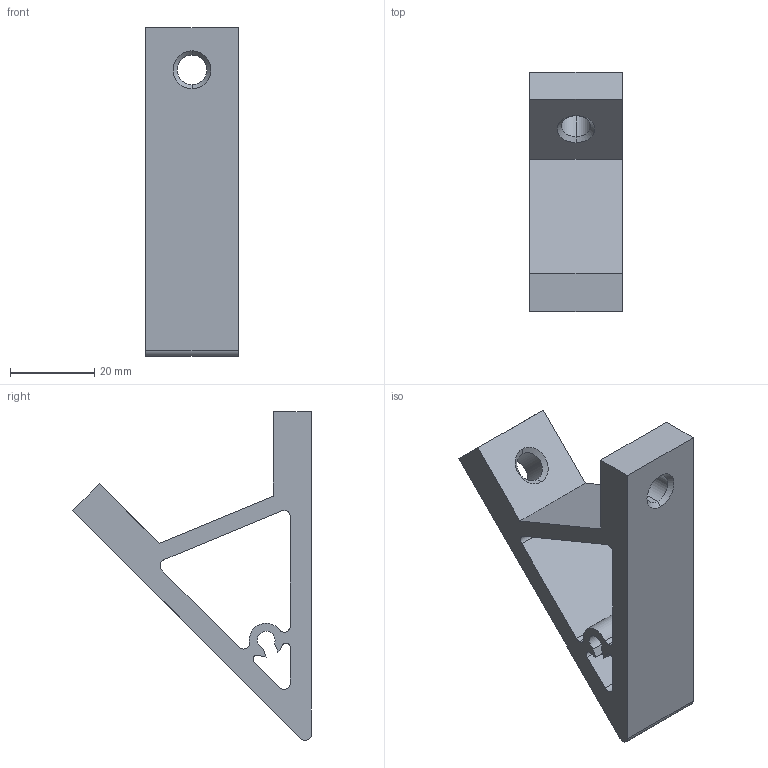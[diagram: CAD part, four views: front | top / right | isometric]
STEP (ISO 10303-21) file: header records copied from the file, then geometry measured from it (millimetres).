
FILE_DESCRIPTION (( 'STEP AP214' ), '1' );
FILE_NAME ('SNSD.30.51.65. Óãëîâîé ñîåäèíèòåëü 45° 80õ80õ22, ïàç 8(B04).STEP', '2014-12-09T08:26:29', ( 'XTreme.ws' ), ( 'XTreme.ws' ), 'SwSTEP 2.0', 'SolidWorks 2014', '' );
FILE_SCHEMA (( 'AUTOMOTIVE_DESIGN' ));
Length unit declared in the file: millimetre
Products named in the file (1): SNSD.30.51.65. Óãëîâîé ñîåäèíèòåëü 45° 80õ80õ22, ïàç 8(B04)
Bounding box: 22 x 56.57 x 77.88 mm (x, y, z)
Volume: 23068.3 mm3; surface area: 11001.9 mm2
Topology: 1 solids, 1 shells, 44 faces, 118 edges, 76 vertices
Faces by surface type: cylinder 20, plane 16, cone 8
Entity records: 1447 total; most frequent: DIRECTION 256, CARTESIAN_POINT 239, ORIENTED_EDGE 236, EDGE_CURVE 118, AXIS2_PLACEMENT_3D 93, VERTEX_POINT 76, LINE 70, VECTOR 70
